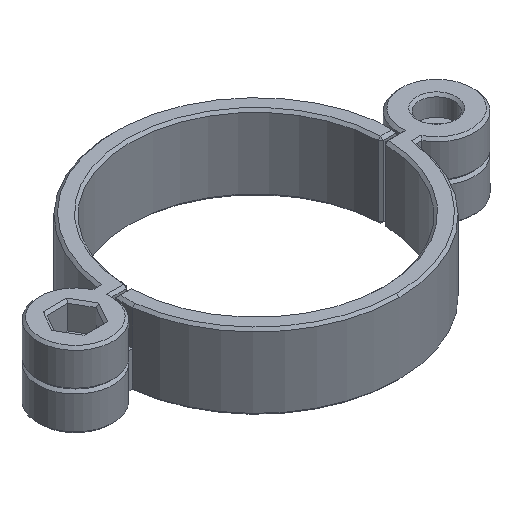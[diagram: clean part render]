
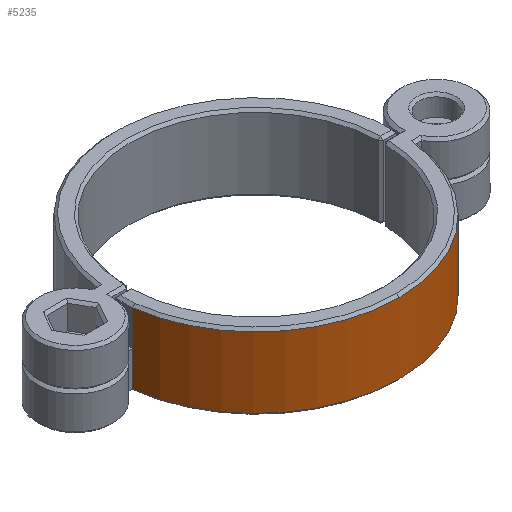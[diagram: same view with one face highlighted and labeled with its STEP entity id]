
A CAD part, isometric view. The second image highlights one B-rep face of the part: STEP entity #5235.
In plain terms, the highlighted cylindrical face has radius 22.7 mm (diameter 45.4 mm), a partial arc.
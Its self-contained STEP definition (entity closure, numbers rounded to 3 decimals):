
#4386 = CYLINDRICAL_SURFACE('',#4387,22.7);
#4387 = AXIS2_PLACEMENT_3D('',#4388,#4389,#4390);
#4388 = CARTESIAN_POINT('',(0.153,-1.676,12.));
#4389 = DIRECTION('',(0.,0.,1.));
#4390 = DIRECTION('',(1.,0.,0.));
#4599 = VERTEX_POINT('',#4600);
#4600 = CARTESIAN_POINT('',(-22.514,-2.9,6.));
#4622 = EDGE_CURVE('',#4599,#4623,#4625,.T.);
#4623 = VERTEX_POINT('',#4624);
#4624 = CARTESIAN_POINT('',(-22.514,-2.9,11.6));
#4625 = SURFACE_CURVE('',#4626,(#4630,#4637),.PCURVE_S1.);
#4626 = LINE('',#4627,#4628);
#4627 = CARTESIAN_POINT('',(-22.514,-2.9,0.));
#4628 = VECTOR('',#4629,1.);
#4629 = DIRECTION('',(0.,0.,1.));
#4630 = PCURVE('',#4386,#4631);
#4631 = DEFINITIONAL_REPRESENTATION('',(#4632),#4636);
#4632 = LINE('',#4633,#4634);
#4633 = CARTESIAN_POINT('',(3.196,-12.));
#4634 = VECTOR('',#4635,1.);
#4635 = DIRECTION('',(-0.,1.));
#4636 = ( GEOMETRIC_REPRESENTATION_CONTEXT(2) 
PARAMETRIC_REPRESENTATION_CONTEXT() REPRESENTATION_CONTEXT('2D SPACE',''
  ) );
#4637 = PCURVE('',#4638,#4643);
#4638 = CYLINDRICAL_SURFACE('',#4639,22.7);
#4639 = AXIS2_PLACEMENT_3D('',#4640,#4641,#4642);
#4640 = CARTESIAN_POINT('',(0.,0.,0.));
#4641 = DIRECTION('',(-0.,-0.,-1.));
#4642 = DIRECTION('',(1.,0.,0.));
#4643 = DEFINITIONAL_REPRESENTATION('',(#4644),#4648);
#4644 = LINE('',#4645,#4646);
#4645 = CARTESIAN_POINT('',(-3.27,0.));
#4646 = VECTOR('',#4647,1.);
#4647 = DIRECTION('',(-0.,-1.));
#4648 = ( GEOMETRIC_REPRESENTATION_CONTEXT(2) 
PARAMETRIC_REPRESENTATION_CONTEXT() REPRESENTATION_CONTEXT('2D SPACE',''
  ) );
#4786 = PLANE('',#4787);
#4787 = AXIS2_PLACEMENT_3D('',#4788,#4789,#4790);
#4788 = CARTESIAN_POINT('',(-22.514,-2.9,0.));
#4789 = DIRECTION('',(0.,-1.,0.));
#4790 = DIRECTION('',(-1.,0.,0.));
#5224 = CONICAL_SURFACE('',#5225,22.7,0.785);
#5225 = AXIS2_PLACEMENT_3D('',#5226,#5227,#5228);
#5226 = CARTESIAN_POINT('',(0.,0.,11.6)
  );
#5227 = DIRECTION('',(0.,0.,-1.));
#5228 = DIRECTION('',(-0.992,-0.128,
    0.));
#5235 = ADVANCED_FACE('',(#5236),#4638,.T.);
#5236 = FACE_BOUND('',#5237,.F.);
#5237 = EDGE_LOOP('',(#5238,#5268,#5297,#5326,#5347,#5348,#5372,#5401));
#5238 = ORIENTED_EDGE('',*,*,#5239,.F.);
#5239 = EDGE_CURVE('',#5240,#5242,#5244,.T.);
#5240 = VERTEX_POINT('',#5241);
#5241 = CARTESIAN_POINT('',(22.514,-2.9,0.4));
#5242 = VERTEX_POINT('',#5243);
#5243 = CARTESIAN_POINT('',(22.514,-2.9,6.));
#5244 = SURFACE_CURVE('',#5245,(#5249,#5256),.PCURVE_S1.);
#5245 = LINE('',#5246,#5247);
#5246 = CARTESIAN_POINT('',(22.514,-2.9,0.));
#5247 = VECTOR('',#5248,1.);
#5248 = DIRECTION('',(0.,0.,1.));
#5249 = PCURVE('',#4638,#5250);
#5250 = DEFINITIONAL_REPRESENTATION('',(#5251),#5255);
#5251 = LINE('',#5252,#5253);
#5252 = CARTESIAN_POINT('',(-6.155,0.));
#5253 = VECTOR('',#5254,1.);
#5254 = DIRECTION('',(-0.,-1.));
#5255 = ( GEOMETRIC_REPRESENTATION_CONTEXT(2) 
PARAMETRIC_REPRESENTATION_CONTEXT() REPRESENTATION_CONTEXT('2D SPACE',''
  ) );
#5256 = PCURVE('',#5257,#5262);
#5257 = CYLINDRICAL_SURFACE('',#5258,22.7);
#5258 = AXIS2_PLACEMENT_3D('',#5259,#5260,#5261);
#5259 = CARTESIAN_POINT('',(-0.153,-1.676,0.));
#5260 = DIRECTION('',(-0.,-0.,-1.));
#5261 = DIRECTION('',(1.,0.,0.));
#5262 = DEFINITIONAL_REPRESENTATION('',(#5263),#5267);
#5263 = LINE('',#5264,#5265);
#5264 = CARTESIAN_POINT('',(-6.229,0.));
#5265 = VECTOR('',#5266,1.);
#5266 = DIRECTION('',(-0.,-1.));
#5267 = ( GEOMETRIC_REPRESENTATION_CONTEXT(2) 
PARAMETRIC_REPRESENTATION_CONTEXT() REPRESENTATION_CONTEXT('2D SPACE',''
  ) );
#5268 = ORIENTED_EDGE('',*,*,#5269,.F.);
#5269 = EDGE_CURVE('',#5270,#5240,#5272,.T.);
#5270 = VERTEX_POINT('',#5271);
#5271 = CARTESIAN_POINT('',(0.,-22.7,0.4));
#5272 = SURFACE_CURVE('',#5273,(#5278,#5285),.PCURVE_S1.);
#5273 = CIRCLE('',#5274,22.7);
#5274 = AXIS2_PLACEMENT_3D('',#5275,#5276,#5277);
#5275 = CARTESIAN_POINT('',(0.,0.,0.4));
#5276 = DIRECTION('',(-0.,0.,1.));
#5277 = DIRECTION('',(0.,-1.,0.));
#5278 = PCURVE('',#4638,#5279);
#5279 = DEFINITIONAL_REPRESENTATION('',(#5280),#5284);
#5280 = LINE('',#5281,#5282);
#5281 = CARTESIAN_POINT('',(-4.712,-0.4));
#5282 = VECTOR('',#5283,1.);
#5283 = DIRECTION('',(-1.,0.));
#5284 = ( GEOMETRIC_REPRESENTATION_CONTEXT(2) 
PARAMETRIC_REPRESENTATION_CONTEXT() REPRESENTATION_CONTEXT('2D SPACE',''
  ) );
#5285 = PCURVE('',#5286,#5291);
#5286 = CONICAL_SURFACE('',#5287,22.7,0.785);
#5287 = AXIS2_PLACEMENT_3D('',#5288,#5289,#5290);
#5288 = CARTESIAN_POINT('',(0.,0.,0.4));
#5289 = DIRECTION('',(0.,0.,1.));
#5290 = DIRECTION('',(0.,-1.,0.));
#5291 = DEFINITIONAL_REPRESENTATION('',(#5292),#5296);
#5292 = LINE('',#5293,#5294);
#5293 = CARTESIAN_POINT('',(0.,0.));
#5294 = VECTOR('',#5295,1.);
#5295 = DIRECTION('',(1.,0.));
#5296 = ( GEOMETRIC_REPRESENTATION_CONTEXT(2) 
PARAMETRIC_REPRESENTATION_CONTEXT() REPRESENTATION_CONTEXT('2D SPACE',''
  ) );
#5297 = ORIENTED_EDGE('',*,*,#5298,.F.);
#5298 = EDGE_CURVE('',#5299,#5270,#5301,.T.);
#5299 = VERTEX_POINT('',#5300);
#5300 = CARTESIAN_POINT('',(-22.514,-2.9,0.4));
#5301 = SURFACE_CURVE('',#5302,(#5307,#5314),.PCURVE_S1.);
#5302 = CIRCLE('',#5303,22.7);
#5303 = AXIS2_PLACEMENT_3D('',#5304,#5305,#5306);
#5304 = CARTESIAN_POINT('',(0.,0.,0.4));
#5305 = DIRECTION('',(-0.,0.,1.));
#5306 = DIRECTION('',(-0.992,-0.128,-0.));
#5307 = PCURVE('',#4638,#5308);
#5308 = DEFINITIONAL_REPRESENTATION('',(#5309),#5313);
#5309 = LINE('',#5310,#5311);
#5310 = CARTESIAN_POINT('',(-3.27,-0.4));
#5311 = VECTOR('',#5312,1.);
#5312 = DIRECTION('',(-1.,0.));
#5313 = ( GEOMETRIC_REPRESENTATION_CONTEXT(2) 
PARAMETRIC_REPRESENTATION_CONTEXT() REPRESENTATION_CONTEXT('2D SPACE',''
  ) );
#5314 = PCURVE('',#5315,#5320);
#5315 = CONICAL_SURFACE('',#5316,22.7,0.785);
#5316 = AXIS2_PLACEMENT_3D('',#5317,#5318,#5319);
#5317 = CARTESIAN_POINT('',(0.,0.,0.4));
#5318 = DIRECTION('',(0.,0.,1.));
#5319 = DIRECTION('',(-0.992,-0.128,-0.));
#5320 = DEFINITIONAL_REPRESENTATION('',(#5321),#5325);
#5321 = LINE('',#5322,#5323);
#5322 = CARTESIAN_POINT('',(0.,0.));
#5323 = VECTOR('',#5324,1.);
#5324 = DIRECTION('',(1.,0.));
#5325 = ( GEOMETRIC_REPRESENTATION_CONTEXT(2) 
PARAMETRIC_REPRESENTATION_CONTEXT() REPRESENTATION_CONTEXT('2D SPACE',''
  ) );
#5326 = ORIENTED_EDGE('',*,*,#5327,.T.);
#5327 = EDGE_CURVE('',#5299,#4599,#5328,.T.);
#5328 = SURFACE_CURVE('',#5329,(#5333,#5340),.PCURVE_S1.);
#5329 = LINE('',#5330,#5331);
#5330 = CARTESIAN_POINT('',(-22.514,-2.9,0.));
#5331 = VECTOR('',#5332,1.);
#5332 = DIRECTION('',(0.,0.,1.));
#5333 = PCURVE('',#4638,#5334);
#5334 = DEFINITIONAL_REPRESENTATION('',(#5335),#5339);
#5335 = LINE('',#5336,#5337);
#5336 = CARTESIAN_POINT('',(-3.27,0.));
#5337 = VECTOR('',#5338,1.);
#5338 = DIRECTION('',(-0.,-1.));
#5339 = ( GEOMETRIC_REPRESENTATION_CONTEXT(2) 
PARAMETRIC_REPRESENTATION_CONTEXT() REPRESENTATION_CONTEXT('2D SPACE',''
  ) );
#5340 = PCURVE('',#4786,#5341);
#5341 = DEFINITIONAL_REPRESENTATION('',(#5342),#5346);
#5342 = LINE('',#5343,#5344);
#5343 = CARTESIAN_POINT('',(0.,-0.));
#5344 = VECTOR('',#5345,1.);
#5345 = DIRECTION('',(0.,-1.));
#5346 = ( GEOMETRIC_REPRESENTATION_CONTEXT(2) 
PARAMETRIC_REPRESENTATION_CONTEXT() REPRESENTATION_CONTEXT('2D SPACE',''
  ) );
#5347 = ORIENTED_EDGE('',*,*,#4622,.T.);
#5348 = ORIENTED_EDGE('',*,*,#5349,.T.);
#5349 = EDGE_CURVE('',#4623,#5350,#5352,.T.);
#5350 = VERTEX_POINT('',#5351);
#5351 = CARTESIAN_POINT('',(0.,-22.7,11.6));
#5352 = SURFACE_CURVE('',#5353,(#5358,#5365),.PCURVE_S1.);
#5353 = CIRCLE('',#5354,22.7);
#5354 = AXIS2_PLACEMENT_3D('',#5355,#5356,#5357);
#5355 = CARTESIAN_POINT('',(0.,0.,11.6)
  );
#5356 = DIRECTION('',(0.,0.,1.));
#5357 = DIRECTION('',(-0.992,-0.128,
    0.));
#5358 = PCURVE('',#4638,#5359);
#5359 = DEFINITIONAL_REPRESENTATION('',(#5360),#5364);
#5360 = LINE('',#5361,#5362);
#5361 = CARTESIAN_POINT('',(-3.27,-11.6));
#5362 = VECTOR('',#5363,1.);
#5363 = DIRECTION('',(-1.,0.));
#5364 = ( GEOMETRIC_REPRESENTATION_CONTEXT(2) 
PARAMETRIC_REPRESENTATION_CONTEXT() REPRESENTATION_CONTEXT('2D SPACE',''
  ) );
#5365 = PCURVE('',#5224,#5366);
#5366 = DEFINITIONAL_REPRESENTATION('',(#5367),#5371);
#5367 = LINE('',#5368,#5369);
#5368 = CARTESIAN_POINT('',(-0.,0.));
#5369 = VECTOR('',#5370,1.);
#5370 = DIRECTION('',(-1.,0.));
#5371 = ( GEOMETRIC_REPRESENTATION_CONTEXT(2) 
PARAMETRIC_REPRESENTATION_CONTEXT() REPRESENTATION_CONTEXT('2D SPACE',''
  ) );
#5372 = ORIENTED_EDGE('',*,*,#5373,.T.);
#5373 = EDGE_CURVE('',#5350,#5374,#5376,.T.);
#5374 = VERTEX_POINT('',#5375);
#5375 = CARTESIAN_POINT('',(22.514,-2.9,11.6));
#5376 = SURFACE_CURVE('',#5377,(#5382,#5389),.PCURVE_S1.);
#5377 = CIRCLE('',#5378,22.7);
#5378 = AXIS2_PLACEMENT_3D('',#5379,#5380,#5381);
#5379 = CARTESIAN_POINT('',(0.,0.,11.6)
  );
#5380 = DIRECTION('',(0.,0.,1.));
#5381 = DIRECTION('',(0.,-1.,0.));
#5382 = PCURVE('',#4638,#5383);
#5383 = DEFINITIONAL_REPRESENTATION('',(#5384),#5388);
#5384 = LINE('',#5385,#5386);
#5385 = CARTESIAN_POINT('',(-4.712,-11.6));
#5386 = VECTOR('',#5387,1.);
#5387 = DIRECTION('',(-1.,0.));
#5388 = ( GEOMETRIC_REPRESENTATION_CONTEXT(2) 
PARAMETRIC_REPRESENTATION_CONTEXT() REPRESENTATION_CONTEXT('2D SPACE',''
  ) );
#5389 = PCURVE('',#5390,#5395);
#5390 = CONICAL_SURFACE('',#5391,22.7,0.785);
#5391 = AXIS2_PLACEMENT_3D('',#5392,#5393,#5394);
#5392 = CARTESIAN_POINT('',(0.,0.,11.6)
  );
#5393 = DIRECTION('',(0.,0.,-1.));
#5394 = DIRECTION('',(0.,-1.,0.));
#5395 = DEFINITIONAL_REPRESENTATION('',(#5396),#5400);
#5396 = LINE('',#5397,#5398);
#5397 = CARTESIAN_POINT('',(-0.,0.));
#5398 = VECTOR('',#5399,1.);
#5399 = DIRECTION('',(-1.,0.));
#5400 = ( GEOMETRIC_REPRESENTATION_CONTEXT(2) 
PARAMETRIC_REPRESENTATION_CONTEXT() REPRESENTATION_CONTEXT('2D SPACE',''
  ) );
#5401 = ORIENTED_EDGE('',*,*,#5402,.F.);
#5402 = EDGE_CURVE('',#5242,#5374,#5403,.T.);
#5403 = SURFACE_CURVE('',#5404,(#5408,#5415),.PCURVE_S1.);
#5404 = LINE('',#5405,#5406);
#5405 = CARTESIAN_POINT('',(22.514,-2.9,0.));
#5406 = VECTOR('',#5407,1.);
#5407 = DIRECTION('',(0.,0.,1.));
#5408 = PCURVE('',#4638,#5409);
#5409 = DEFINITIONAL_REPRESENTATION('',(#5410),#5414);
#5410 = LINE('',#5411,#5412);
#5411 = CARTESIAN_POINT('',(-6.155,0.));
#5412 = VECTOR('',#5413,1.);
#5413 = DIRECTION('',(-0.,-1.));
#5414 = ( GEOMETRIC_REPRESENTATION_CONTEXT(2) 
PARAMETRIC_REPRESENTATION_CONTEXT() REPRESENTATION_CONTEXT('2D SPACE',''
  ) );
#5415 = PCURVE('',#5416,#5421);
#5416 = PLANE('',#5417);
#5417 = AXIS2_PLACEMENT_3D('',#5418,#5419,#5420);
#5418 = CARTESIAN_POINT('',(22.514,-2.9,0.));
#5419 = DIRECTION('',(-0.,-1.,-0.));
#5420 = DIRECTION('',(-1.,-0.,-0.));
#5421 = DEFINITIONAL_REPRESENTATION('',(#5422),#5426);
#5422 = LINE('',#5423,#5424);
#5423 = CARTESIAN_POINT('',(0.,-0.));
#5424 = VECTOR('',#5425,1.);
#5425 = DIRECTION('',(-0.,-1.));
#5426 = ( GEOMETRIC_REPRESENTATION_CONTEXT(2) 
PARAMETRIC_REPRESENTATION_CONTEXT() REPRESENTATION_CONTEXT('2D SPACE',''
  ) );
